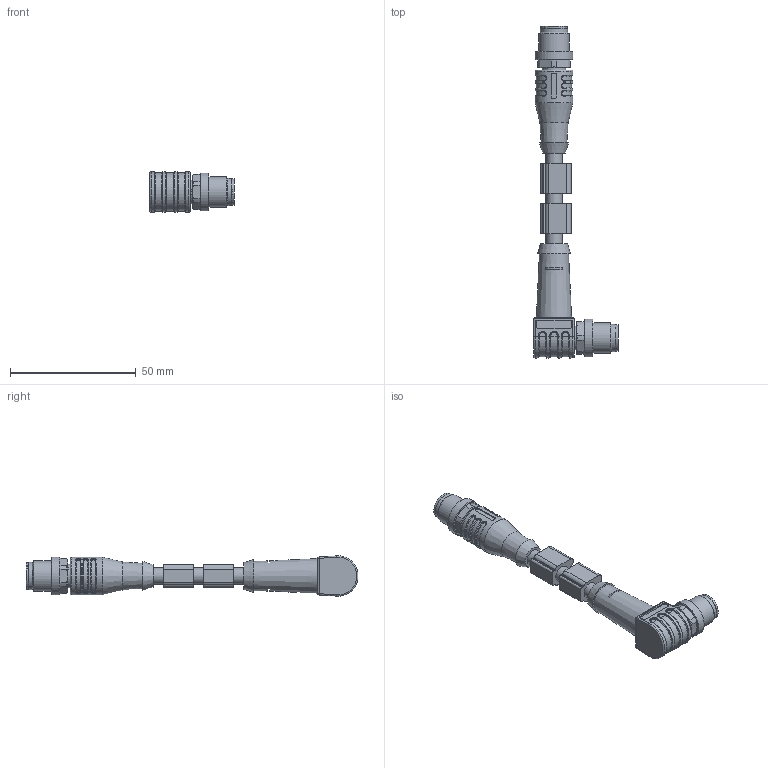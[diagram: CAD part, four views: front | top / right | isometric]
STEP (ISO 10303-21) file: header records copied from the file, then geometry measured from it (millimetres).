
FILE_DESCRIPTION(/* description */ (''),/* implementation_level */ '2;1');
FILE_NAME(/* name */ 'IE-WWASSX8-L-IE-WASSX8_S3500.stp',/* time_stamp */ '2017-03-02T15:29:00+01:00',/* author */ (''),/* organization */ (''),/* preprocessor_version */ 'ST-DEVELOPER v16',/* originating_system */ 'SIEMENS PLM Software NX 10.0',/* authorisation */ '');
FILE_SCHEMA (('AUTOMOTIVE_DESIGN { 1 0 10303 214 3 1 1 1 }'));
Length unit declared in the file: millimetre
Products named in the file (1): IE-WWASSX8-L-IE-WASSX8_S3500
Bounding box: 33.5 x 131.97 x 15.97 mm (x, y, z)
Volume: 17757.1 mm3; surface area: 8413 mm2
Topology: 1 solids, 1 shells, 553 faces, 1454 edges, 945 vertices
Faces by surface type: plane 208, cylinder 176, cone 58, bspline 52, torus 39, sphere 20
Full cylindrical faces by diameter (mm): 0.6 x16, 6.4 x3, 10.8 x2, 12 x2, 15 x3
Entity records: 18287 total; most frequent: CARTESIAN_POINT 5551, DIRECTION 2645, ORIENTED_EDGE 2606, EDGE_CURVE 1303, AXIS2_PLACEMENT_3D 1072, VERTEX_POINT 874, EDGE_LOOP 675, ADVANCED_FACE 553
